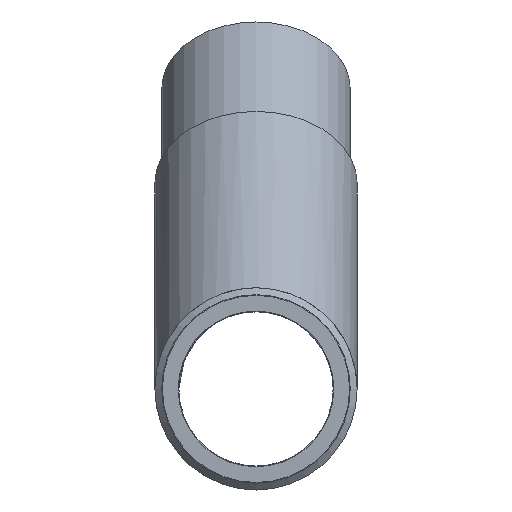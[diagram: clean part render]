
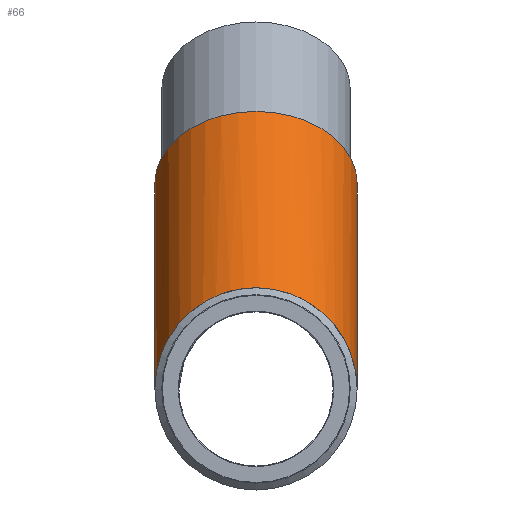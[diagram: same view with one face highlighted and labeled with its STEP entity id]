
A CAD part, left-side view. The second image highlights one B-rep face of the part: STEP entity #66.
In plain terms, the highlighted cylindrical face has radius 75.107 mm (diameter 150.215 mm), a full revolution.
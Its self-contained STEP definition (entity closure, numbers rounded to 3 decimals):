
#66 = ADVANCED_FACE( '', ( #144, #145 ), #146, .T. );
#144 = FACE_OUTER_BOUND( '', #225, .T. );
#145 = FACE_OUTER_BOUND( '', #226, .T. );
#146 = CYLINDRICAL_SURFACE( '', #227, 75.107 );
#225 = EDGE_LOOP( '', ( #326 ) );
#226 = EDGE_LOOP( '', ( #327, #328 ) );
#227 = AXIS2_PLACEMENT_3D( '', #329, #330, #331 );
#326 = ORIENTED_EDGE( '', *, *, #393, .F. );
#327 = ORIENTED_EDGE( '', *, *, #394, .T. );
#328 = ORIENTED_EDGE( '', *, *, #395, .T. );
#329 = CARTESIAN_POINT( '', ( 373.092, 0., 223.092 ) );
#330 = DIRECTION( '', ( -0.707, 0., -0.707 ) );
#331 = DIRECTION( '', ( 0.707, 0., -0.707 ) );
#393 = EDGE_CURVE( '', #448, #448, #449, .T. );
#394 = EDGE_CURVE( '', #450, #451, #452, .F. );
#395 = EDGE_CURVE( '', #451, #450, #453, .T. );
#448 = VERTEX_POINT( '', #508 );
#449 = CIRCLE( '', #509, 75.107 );
#450 = VERTEX_POINT( '', #510 );
#451 = VERTEX_POINT( '', #511 );
#452 = ELLIPSE( '', #512, 196.265, 75.107 );
#453 = ELLIPSE( '', #513, 81.296, 75.107 );
#508 = CARTESIAN_POINT( '', ( 356.122, 0., 99.904 ) );
#509 = AXIS2_PLACEMENT_3D( '', #571, #572, #573 );
#510 = CARTESIAN_POINT( '', ( 150., -75.107, 0. ) );
#511 = CARTESIAN_POINT( '', ( 150., 75.107, 0. ) );
#512 = AXIS2_PLACEMENT_3D( '', #574, #575, #576 );
#513 = AXIS2_PLACEMENT_3D( '', #577, #578, #579 );
#571 = CARTESIAN_POINT( '', ( 303.013, 0., 153.013 ) );
#572 = DIRECTION( '', ( 0.707, 0., 0.707 ) );
#573 = DIRECTION( '', ( 0.707, 0., -0.707 ) );
#574 = CARTESIAN_POINT( '', ( 150., 0., 0. ) );
#575 = DIRECTION( '', ( 0.383, 0., -0.924 ) );
#576 = DIRECTION( '', ( 0.924, 0., 0.383 ) );
#577 = CARTESIAN_POINT( '', ( 150., 0., 0. ) );
#578 = DIRECTION( '', ( 0.924, 0., 0.383 ) );
#579 = DIRECTION( '', ( 0.383, 0., -0.924 ) );
